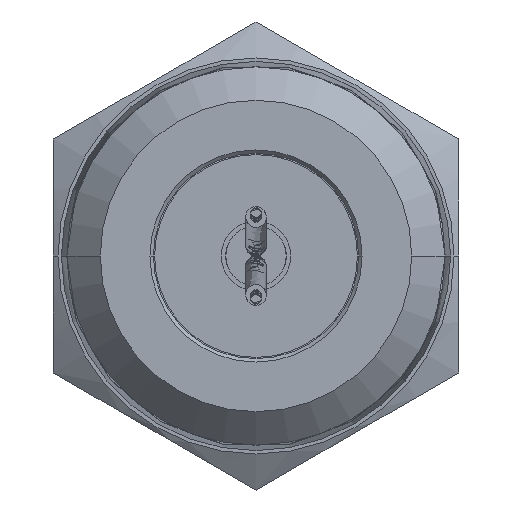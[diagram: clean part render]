
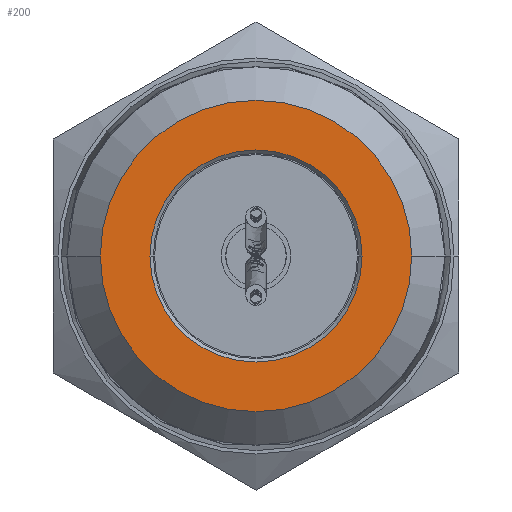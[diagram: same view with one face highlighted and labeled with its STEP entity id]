
A CAD part, left-side view. The second image highlights one B-rep face of the part: STEP entity #200.
In plain terms, the highlighted planar face has unit normal (-1, 0, 0).
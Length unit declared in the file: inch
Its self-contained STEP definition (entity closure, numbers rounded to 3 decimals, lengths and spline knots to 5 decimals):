
#58 = DIRECTION ( 'NONE',  ( 0., -1., 0. ) ) ;
#95 = CARTESIAN_POINT ( 'NONE',  ( -1.22, -0.229, 0. ) ) ;
#148 = EDGE_CURVE ( 'NONE', #221, #1943, #369, .T. ) ;
#172 = DIRECTION ( 'NONE',  ( 0., 1., 0. ) ) ;
#200 = ADVANCED_FACE ( 'NONE', ( #1451, #1269 ), #1823, .T. ) ;
#221 = VERTEX_POINT ( 'NONE', #278 ) ;
#255 = CIRCLE ( 'NONE', #1771, 0.33611 ) ;
#278 = CARTESIAN_POINT ( 'NONE',  ( -1.22, -0.33611, 0. ) ) ;
#328 = AXIS2_PLACEMENT_3D ( 'NONE', #975, #726, #350 ) ;
#350 = DIRECTION ( 'NONE',  ( 0., 1., 0. ) ) ;
#352 = CARTESIAN_POINT ( 'NONE',  ( -1.22, 0.229, 0. ) ) ;
#369 = CIRCLE ( 'NONE', #328, 0.33611 ) ;
#440 = CIRCLE ( 'NONE', #935, 0.229 ) ;
#678 = CARTESIAN_POINT ( 'NONE',  ( -1.22, -0.20305, 0. ) ) ;
#726 = DIRECTION ( 'NONE',  ( -1., 0., 0. ) ) ;
#795 = CARTESIAN_POINT ( 'NONE',  ( -1.22, 0., 0. ) ) ;
#935 = AXIS2_PLACEMENT_3D ( 'NONE', #2436, #1279, #58 ) ;
#975 = CARTESIAN_POINT ( 'NONE',  ( -1.22, 0., 0. ) ) ;
#995 = EDGE_LOOP ( 'NONE', ( #2089, #2520 ) ) ;
#1024 = CIRCLE ( 'NONE', #2283, 0.229 ) ;
#1076 = DIRECTION ( 'NONE',  ( -1., 0., 0. ) ) ;
#1184 = DIRECTION ( 'NONE',  ( -1., 0., 0. ) ) ;
#1269 = FACE_OUTER_BOUND ( 'NONE', #1914, .T. ) ;
#1279 = DIRECTION ( 'NONE',  ( 1., 0., 0. ) ) ;
#1289 = ORIENTED_EDGE ( 'NONE', *, *, #148, .T. ) ;
#1346 = EDGE_CURVE ( 'NONE', #1783, #1392, #1024, .T. ) ;
#1392 = VERTEX_POINT ( 'NONE', #95 ) ;
#1418 = EDGE_CURVE ( 'NONE', #1392, #1783, #440, .T. ) ;
#1451 = FACE_BOUND ( 'NONE', #995, .T. ) ;
#1558 = CARTESIAN_POINT ( 'NONE',  ( -1.22, 0., 0. ) ) ;
#1767 = AXIS2_PLACEMENT_3D ( 'NONE', #678, #1076, #2019 ) ;
#1771 = AXIS2_PLACEMENT_3D ( 'NONE', #1558, #1184, #172 ) ;
#1783 = VERTEX_POINT ( 'NONE', #352 ) ;
#1809 = DIRECTION ( 'NONE',  ( 1., 0., 0. ) ) ;
#1823 = PLANE ( 'NONE',  #1767 ) ;
#1830 = ORIENTED_EDGE ( 'NONE', *, *, #1951, .T. ) ;
#1914 = EDGE_LOOP ( 'NONE', ( #1830, #1289 ) ) ;
#1943 = VERTEX_POINT ( 'NONE', #2341 ) ;
#1951 = EDGE_CURVE ( 'NONE', #1943, #221, #255, .T. ) ;
#2019 = DIRECTION ( 'NONE',  ( 0., -1., 0. ) ) ;
#2089 = ORIENTED_EDGE ( 'NONE', *, *, #1418, .T. ) ;
#2283 = AXIS2_PLACEMENT_3D ( 'NONE', #795, #1809, #2539 ) ;
#2341 = CARTESIAN_POINT ( 'NONE',  ( -1.22, 0.33611, 0. ) ) ;
#2436 = CARTESIAN_POINT ( 'NONE',  ( -1.22, 0., 0. ) ) ;
#2520 = ORIENTED_EDGE ( 'NONE', *, *, #1346, .T. ) ;
#2539 = DIRECTION ( 'NONE',  ( 0., -1., 0. ) ) ;
